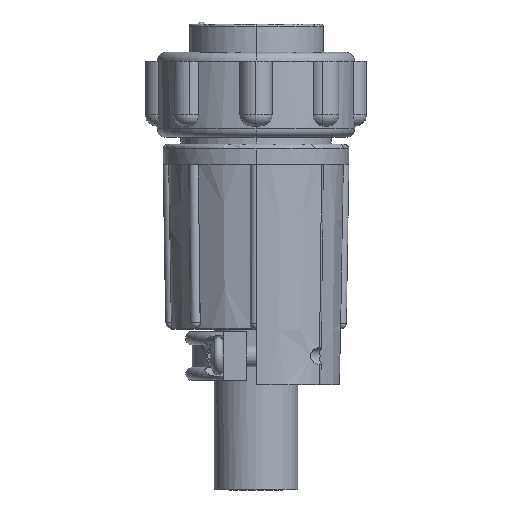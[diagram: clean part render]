
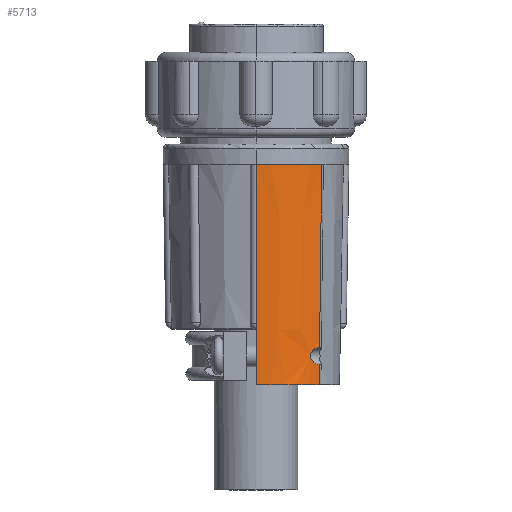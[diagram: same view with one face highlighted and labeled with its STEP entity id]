
A CAD part, left-side view. The second image highlights one B-rep face of the part: STEP entity #5713.
In plain terms, the highlighted conical face has half-angle 0.9 degrees and reference radius 12.529 mm.
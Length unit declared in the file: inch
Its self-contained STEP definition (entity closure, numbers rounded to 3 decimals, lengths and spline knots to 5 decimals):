
#23 = AXIS2_PLACEMENT_3D ( 'NONE', #4040, #12898, #5357 ) ;
#239 = VERTEX_POINT ( 'NONE', #12081 ) ;
#286 = CONICAL_SURFACE ( 'NONE', #7229, 0.49327, 0.016 ) ;
#498 = EDGE_CURVE ( 'NONE', #7961, #4075, #2816, .T. ) ;
#642 = ORIENTED_EDGE ( 'NONE', *, *, #15516, .T. ) ;
#997 = EDGE_CURVE ( 'NONE', #4075, #14749, #14189, .T. ) ;
#1163 = DIRECTION ( 'NONE',  ( 1., 0., 0. ) ) ;
#1793 = ORIENTED_EDGE ( 'NONE', *, *, #13751, .T. ) ;
#2044 = CARTESIAN_POINT ( 'NONE',  ( -0.33801, -0.33801, -1.4176 ) ) ;
#2051 = CARTESIAN_POINT ( 'NONE',  ( -0.34315, -0.33287, -1.41794 ) ) ;
#2074 = CARTESIAN_POINT ( 'NONE',  ( -0.34812, -0.32763, -1.41914 ) ) ;
#2083 = CARTESIAN_POINT ( 'NONE',  ( -0.35741, -0.31738, -1.42308 ) ) ;
#2104 = CARTESIAN_POINT ( 'NONE',  ( -0.36178, -0.31231, -1.42582 ) ) ;
#2108 = CARTESIAN_POINT ( 'NONE',  ( -0.36777, -0.30505, -1.43132 ) ) ;
#2125 = CARTESIAN_POINT ( 'NONE',  ( -0.36964, -0.30273, -1.43336 ) ) ;
#2128 = CARTESIAN_POINT ( 'NONE',  ( -0.37308, -0.29836, -1.43794 ) ) ;
#2137 = CARTESIAN_POINT ( 'NONE',  ( -0.37468, -0.29628, -1.44052 ) ) ;
#2155 = CARTESIAN_POINT ( 'NONE',  ( -0.3774, -0.29267, -1.44619 ) ) ;
#2161 = CARTESIAN_POINT ( 'NONE',  ( -0.37853, -0.29112, -1.4493 ) ) ;
#2177 = CARTESIAN_POINT ( 'NONE',  ( -0.3801, -0.28888, -1.45607 ) ) ;
#2180 = CARTESIAN_POINT ( 'NONE',  ( -0.38052, -0.28823, -1.4597 ) ) ;
#2195 = CARTESIAN_POINT ( 'NONE',  ( -0.38047, -0.28811, -1.46694 ) ) ;
#2217 = CARTESIAN_POINT ( 'NONE',  ( -0.38, -0.28864, -1.47056 ) ) ;
#2229 = VECTOR ( 'NONE', #7335, 39.37008 ) ;
#2234 = CARTESIAN_POINT ( 'NONE',  ( -0.37832, -0.29066, -1.47733 ) ) ;
#2258 = CARTESIAN_POINT ( 'NONE',  ( -0.37713, -0.29214, -1.48048 ) ) ;
#2266 = LINE ( 'NONE', #15340, #8367 ) ;
#2278 = CARTESIAN_POINT ( 'NONE',  ( -0.37286, -0.29738, -1.48903 ) ) ;
#2293 = CARTESIAN_POINT ( 'NONE',  ( -0.36914, -0.3019, -1.49356 ) ) ;
#2299 = CARTESIAN_POINT ( 'NONE',  ( -0.36101, -0.3114, -1.50072 ) ) ;
#2332 = CARTESIAN_POINT ( 'NONE',  ( -0.35648, -0.31653, -1.50343 ) ) ;
#2335 = CARTESIAN_POINT ( 'NONE',  ( -0.33701, -0.33701, -1.50846 ) ) ;
#2382 = CARTESIAN_POINT ( 'NONE',  ( -0.34215, -0.33186, -1.50823 ) ) ;
#2392 = CARTESIAN_POINT ( 'NONE',  ( -0.33801, -0.33801, -1.4176 ) ) ;
#2397 = CARTESIAN_POINT ( 'NONE',  ( -0.34707, -0.32674, -1.50716 ) ) ;
#2523 = ORIENTED_EDGE ( 'NONE', *, *, #7638, .T. ) ;
#2816 = LINE ( 'NONE', #7376, #2229 ) ;
#2825 = LINE ( 'NONE', #11897, #3233 ) ;
#3233 = VECTOR ( 'NONE', #10609, 39.37008 ) ;
#4040 = CARTESIAN_POINT ( 'NONE',  ( 0., 0., -1.617 ) ) ;
#4075 = VERTEX_POINT ( 'NONE', #4188 ) ;
#4188 = CARTESIAN_POINT ( 'NONE',  ( -0.33701, -0.33701, -1.50846 ) ) ;
#4375 = CARTESIAN_POINT ( 'NONE',  ( -0.3488, -0.3488, -0.447 ) ) ;
#4694 = CARTESIAN_POINT ( 'NONE',  ( 0., 0., -0.447 ) ) ;
#4993 = DIRECTION ( 'NONE',  ( 0., 0., 1. ) ) ;
#5349 = DIRECTION ( 'NONE',  ( 1., 0., 0. ) ) ;
#5357 = DIRECTION ( 'NONE',  ( 1., 0., 0. ) ) ;
#5713 = ADVANCED_FACE ( 'NONE', ( #14270 ), #286, .T. ) ;
#5736 = VERTEX_POINT ( 'NONE', #4375 ) ;
#5774 = VECTOR ( 'NONE', #6469, 39.37008 ) ;
#5849 = CARTESIAN_POINT ( 'NONE',  ( -0.47999, 0., -1.29247 ) ) ;
#6469 = DIRECTION ( 'NONE',  ( -0.016, 0., 1. ) ) ;
#6512 = DIRECTION ( 'NONE',  ( -0.011, -0.011, 1. ) ) ;
#7229 = AXIS2_PLACEMENT_3D ( 'NONE', #4694, #4993, #5349 ) ;
#7335 = DIRECTION ( 'NONE',  ( -0.011, -0.011, 1. ) ) ;
#7376 = CARTESIAN_POINT ( 'NONE',  ( -0.3488, -0.3488, -0.447 ) ) ;
#7386 = EDGE_CURVE ( 'NONE', #7557, #10630, #12429, .T. ) ;
#7557 = VERTEX_POINT ( 'NONE', #5849 ) ;
#7638 = EDGE_CURVE ( 'NONE', #14749, #5736, #2266, .T. ) ;
#7704 = EDGE_LOOP ( 'NONE', ( #16082, #1793, #11187, #10199, #9848, #2523, #642 ) ) ;
#7961 = VERTEX_POINT ( 'NONE', #16017 ) ;
#8367 = VECTOR ( 'NONE', #6512, 39.37008 ) ;
#8883 = DIRECTION ( 'NONE',  ( 0., 0., -1. ) ) ;
#9848 = ORIENTED_EDGE ( 'NONE', *, *, #997, .T. ) ;
#10199 = ORIENTED_EDGE ( 'NONE', *, *, #498, .T. ) ;
#10609 = DIRECTION ( 'NONE',  ( 0.016, 0., -1. ) ) ;
#10630 = VERTEX_POINT ( 'NONE', #15588 ) ;
#11187 = ORIENTED_EDGE ( 'NONE', *, *, #14165, .T. ) ;
#11897 = CARTESIAN_POINT ( 'NONE',  ( -0.49327, 0., -0.447 ) ) ;
#12081 = CARTESIAN_POINT ( 'NONE',  ( -0.47489, 0., -1.617 ) ) ;
#12429 = LINE ( 'NONE', #15297, #5774 ) ;
#12898 = DIRECTION ( 'NONE',  ( 0., 0., 1. ) ) ;
#13556 = CIRCLE ( 'NONE', #23, 0.47489 ) ;
#13751 = EDGE_CURVE ( 'NONE', #7557, #239, #2825, .T. ) ;
#14152 = CIRCLE ( 'NONE', #15879, 0.49327 ) ;
#14165 = EDGE_CURVE ( 'NONE', #239, #7961, #13556, .T. ) ;
#14189 = B_SPLINE_CURVE_WITH_KNOTS ( 'NONE', 3,
 ( #2335, #2382, #2397, #2332, #2299, #2293, #2278, #2258, #2234, #2217, #2195, #2180, #2177, #2161, #2155, #2137, #2128, #2125, #2108, #2104, #2083, #2074, #2051, #2044 ),
 .UNSPECIFIED., .F., .F.,
 ( 4, 2, 2, 2, 2, 2, 2, 2, 2, 2, 2, 4 ),
 ( 0., 0.00055, 0.00109, 0.00164, 0.00191, 0.00219, 0.00246, 0.00273, 0.00301, 0.00328, 0.00383, 0.00437 ),
 .UNSPECIFIED. ) ;
#14270 = FACE_OUTER_BOUND ( 'NONE', #7704, .T. ) ;
#14749 = VERTEX_POINT ( 'NONE', #2392 ) ;
#15297 = CARTESIAN_POINT ( 'NONE',  ( -0.03, 0., -29.93762 ) ) ;
#15340 = CARTESIAN_POINT ( 'NONE',  ( -0.3488, -0.3488, -0.447 ) ) ;
#15516 = EDGE_CURVE ( 'NONE', #5736, #10630, #14152, .T. ) ;
#15588 = CARTESIAN_POINT ( 'NONE',  ( -0.49327, 0., -0.447 ) ) ;
#15879 = AXIS2_PLACEMENT_3D ( 'NONE', #16492, #8883, #1163 ) ;
#16017 = CARTESIAN_POINT ( 'NONE',  ( -0.3358, -0.3358, -1.617 ) ) ;
#16082 = ORIENTED_EDGE ( 'NONE', *, *, #7386, .F. ) ;
#16492 = CARTESIAN_POINT ( 'NONE',  ( 0., 0., -0.447 ) ) ;
